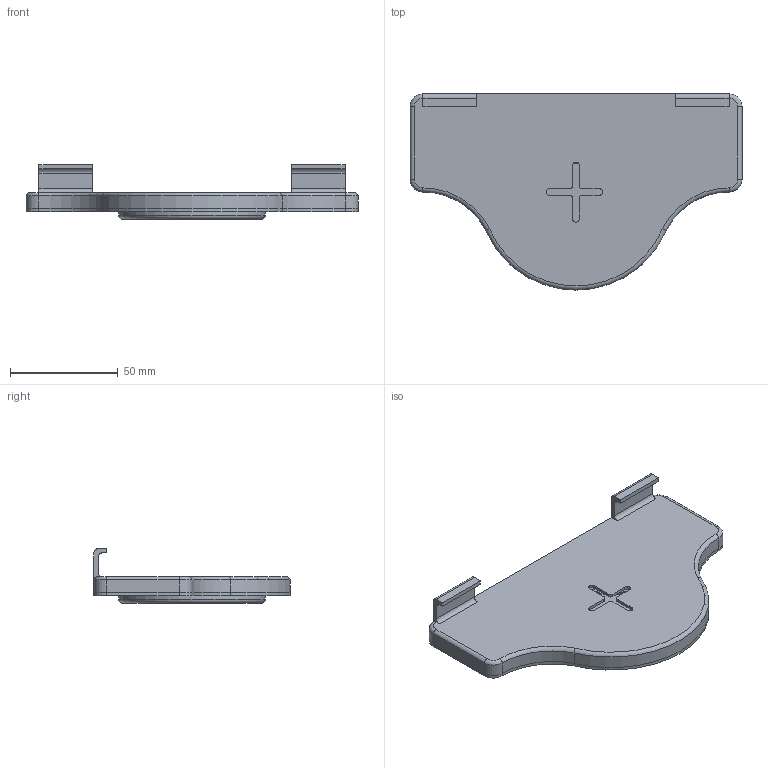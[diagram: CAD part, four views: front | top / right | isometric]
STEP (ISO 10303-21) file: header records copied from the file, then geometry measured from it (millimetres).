
FILE_DESCRIPTION(/* description */ (''),/* implementation_level */ '2;1');
FILE_NAME(/* name */ 'e-Up mount.step',/* time_stamp */ '2023-07-24T10:42:27+03:00',/* author */ (''),/* organization */ (''),/* preprocessor_version */ 'ST-DEVELOPER v19.2',/* originating_system */ 'Autodesk Translation Framework v12.6.0.85',/* authorisation */ '');
FILE_SCHEMA (('AUTOMOTIVE_DESIGN { 1 0 10303 214 3 1 1 }'));
Length unit declared in the file: millimetre
Products named in the file (1): e-Up mount
Bounding box: 154 x 91 x 25.4 mm (x, y, z)
Volume: 45695.5 mm3; surface area: 52506.9 mm2
Topology: 3 solids, 3 shells, 196 faces, 530 edges, 349 vertices
Faces by surface type: cylinder 108, plane 77, torus 8, cone 3
Full cylindrical faces by diameter (mm): 2.2 x9, 3.2 x9, 32 x1, 68 x1
Entity records: 6360 total; most frequent: DIRECTION 1152, CARTESIAN_POINT 1116, ORIENTED_EDGE 1060, EDGE_CURVE 530, AXIS2_PLACEMENT_3D 433, VERTEX_POINT 349, LINE 286, VECTOR 286
